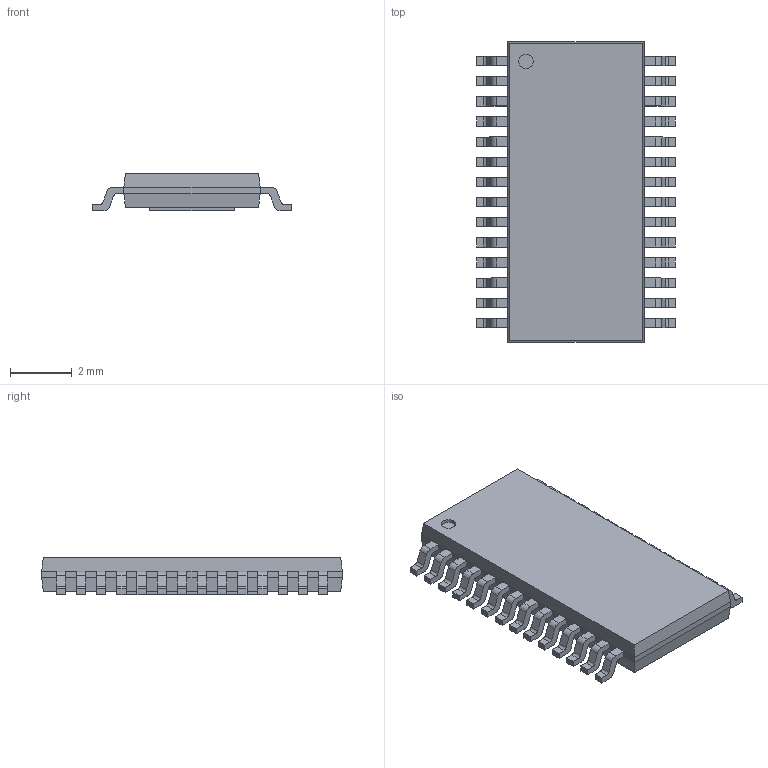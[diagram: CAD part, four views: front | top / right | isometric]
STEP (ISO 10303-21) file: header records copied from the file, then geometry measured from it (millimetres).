
FILE_DESCRIPTION(('FreeCAD Model'),'2;1');
FILE_NAME('tssop28.stp', '2015-12-05T18:11:25',('Author'),(''), 'Open CASCADE STEP processor 6.7','FreeCAD','Unknown');
FILE_SCHEMA(('AUTOMOTIVE_DESIGN_CC2 { 1 2 10303 214 -1 1 5 4 }'));
Length unit declared in the file: millimetre
Products named in the file (5): ASSEMBLY; Pocket; Array_(Mirror_#1); Array; Pad002
Assembly tree (4 placements, depth 2):
  ASSEMBLY
    Pocket
    Array_(Mirror_#1)
    Array
    Pad002
Bounding box: 6.4 x 9.7 x 1.2 mm (x, y, z)
Volume: 50.2 mm3; surface area: 184 mm2
Topology: 30 solids, 30 shells, 414 faces, 1051 edges, 698 vertices
Faces by surface type: plane 301, cylinder 113
Full cylindrical faces by diameter (mm): 0.469 x1
Entity records: 26823 total; most frequent: CARTESIAN_POINT 4948, DIRECTION 4104, LINE 2701, VECTOR 2701, ORIENTED_EDGE 2102, PCURVE 2102, DEFINITIONAL_REPRESENTATION 2102, EDGE_CURVE 1051
